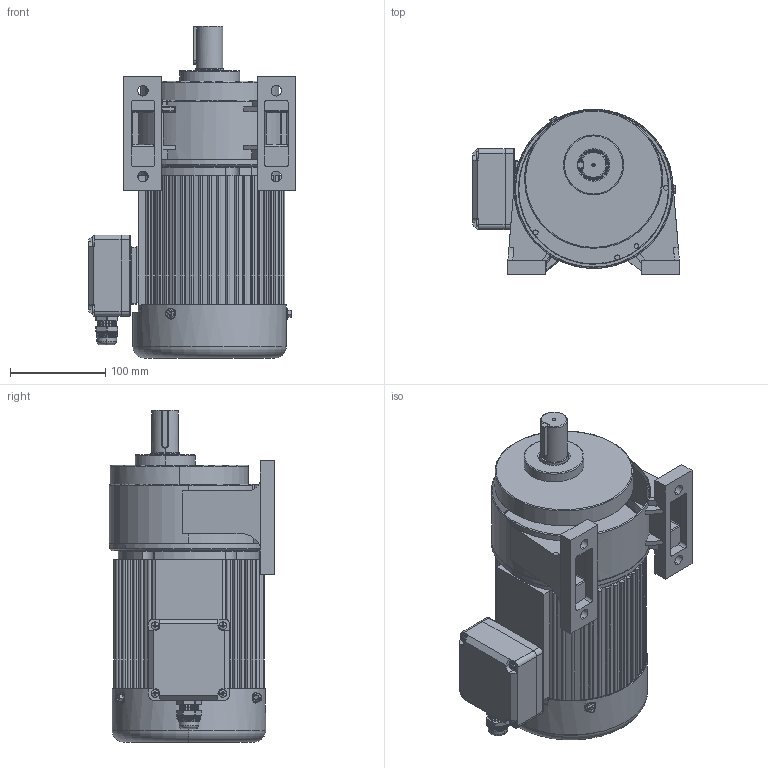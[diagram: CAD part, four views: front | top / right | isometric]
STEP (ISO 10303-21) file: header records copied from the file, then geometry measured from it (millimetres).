
FILE_DESCRIPTION (( 'STEP AP203' ), '1' );
FILE_NAME ('(標準品)G13H750W(5B57XXX100)(減速比共用).STEP', '2016-01-28T07:32:23', ( 'SE' ), ( 'SE' ), 'SwSTEP 2.0', 'SolidWorks 2010', '' );
FILE_SCHEMA (( 'CONFIG_CONTROL_DESIGN' ));
Length unit declared in the file: millimetre
Products named in the file (16): 成品-塑膠T盒; 外六角內十字螺絲M5 x 10_ISO 4162 - M5 x 10 x 10-N; 出線頭 Ver.2; 750後蓋-M-SAB-45_3.烤車鑽; 750W風扇蓋159＊56; (標準品)G13H750W(5B57XXX100)(減速比共用); 出線盒下蓋; 出線盒上蓋; ･Xｽuｲｰｹﾔ､TH-UP3(PVC2mmｫp); 丸頭螺絲 M4 x35 --35N_JIS B 1111 Binding head screw M4 x 8 --8N; 7x7xL_40L; G13OS1; 油封30x55x8; 馬達筒M750C1A-01; G13-750C1-04(含200.400)_G13750C1成品; G13HBOX1_Z-成品
Assembly tree (20 placements, depth 3):
  (標準品)G13H750W(5B57XXX100)(減速比共用)
    外六角內十字螺絲M5 x 10_ISO 4162 - M5 x 10 x 10-N  x3
    油封30x55x8
    G13-750C1-04(含200.400)_G13750C1成品
    G13OS1
    馬達筒M750C1A-01
    750W風扇蓋159＊56
    成品-塑膠T盒
      丸頭螺絲 M4 x35 --35N_JIS B 1111 Binding head screw M4 x 8 --8N  x4
      出線頭 Ver.2
      出線盒下蓋
      出線盒上蓋
      ･Xｽuｲｰｹﾔ､TH-UP3(PVC2mmｫp)
    7x7xL_40L
    G13HBOX1_Z-成品
    750後蓋-M-SAB-45_3.烤車鑽
Bounding box: 217 x 173.5 x 348.5 mm (x, y, z)
Volume: 5631286.3 mm3; surface area: 554440.5 mm2
Topology: 19 solids, 22 shells, 3031 faces, 8039 edges, 5066 vertices
Faces by surface type: plane 997, cylinder 939, cone 934, torus 96, bspline 44, sphere 21
Entity records: 67692 total; most frequent: CARTESIAN_POINT 15850, DIRECTION 10528, ORIENTED_EDGE 10446, EDGE_CURVE 5223, AXIS2_PLACEMENT_3D 3710, VERTEX_POINT 3335, VECTOR 3108, LINE 3108
